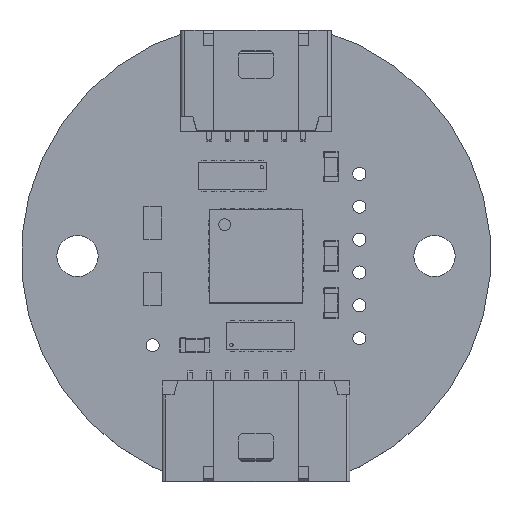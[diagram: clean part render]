
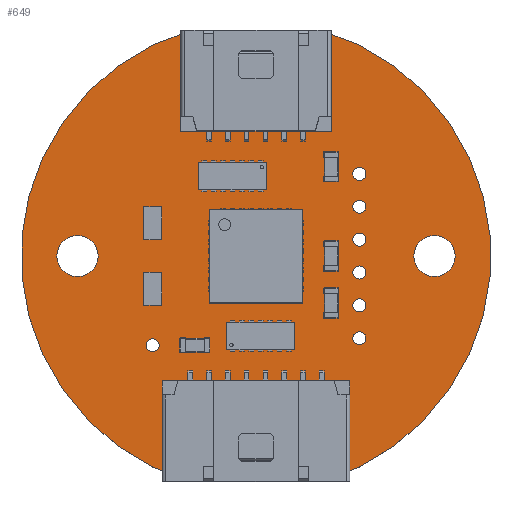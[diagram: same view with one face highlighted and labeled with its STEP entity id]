
A CAD part, top view. The second image highlights one B-rep face of the part: STEP entity #649.
In plain terms, the highlighted planar face has unit normal (0, 0, 1).
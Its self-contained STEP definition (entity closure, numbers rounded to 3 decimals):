
#192 = VERTEX_POINT('',#193);
#193 = CARTESIAN_POINT('',(-3.5,-12.,1.573));
#199 = EDGE_CURVE('',#192,#200,#202,.T.);
#200 = VERTEX_POINT('',#201);
#201 = CARTESIAN_POINT('',(3.5,-12.,1.573));
#202 = LINE('',#203,#204);
#203 = CARTESIAN_POINT('',(-3.5,-12.,1.573));
#204 = VECTOR('',#205,1.);
#205 = DIRECTION('',(1.,0.,0.));
#230 = EDGE_CURVE('',#200,#231,#233,.T.);
#231 = VERTEX_POINT('',#232);
#232 = CARTESIAN_POINT('',(3.5,12.,1.573));
#233 = CIRCLE('',#234,12.5);
#234 = AXIS2_PLACEMENT_3D('',#235,#236,#237);
#235 = CARTESIAN_POINT('',(0.,0.,1.573));
#236 = DIRECTION('',(0.,-0.,1.));
#237 = DIRECTION('',(0.28,-0.96,-0.));
#263 = EDGE_CURVE('',#231,#264,#266,.T.);
#264 = VERTEX_POINT('',#265);
#265 = CARTESIAN_POINT('',(-3.5,12.,1.573));
#266 = LINE('',#267,#268);
#267 = CARTESIAN_POINT('',(3.5,12.,1.573));
#268 = VECTOR('',#269,1.);
#269 = DIRECTION('',(-1.,0.,0.));
#294 = EDGE_CURVE('',#264,#192,#295,.T.);
#295 = CIRCLE('',#296,12.5);
#296 = AXIS2_PLACEMENT_3D('',#297,#298,#299);
#297 = CARTESIAN_POINT('',(0.,0.,1.573));
#298 = DIRECTION('',(0.,0.,1.));
#299 = DIRECTION('',(-0.28,0.96,0.));
#320 = VERTEX_POINT('',#321);
#321 = CARTESIAN_POINT('',(-5.15,-4.75,1.573));
#327 = EDGE_CURVE('',#320,#320,#328,.T.);
#328 = CIRCLE('',#329,0.35);
#329 = AXIS2_PLACEMENT_3D('',#330,#331,#332);
#330 = CARTESIAN_POINT('',(-5.5,-4.75,1.573));
#331 = DIRECTION('',(0.,0.,1.));
#332 = DIRECTION('',(1.,0.,-0.));
#353 = VERTEX_POINT('',#354);
#354 = CARTESIAN_POINT('',(5.85,-0.875,1.573));
#360 = EDGE_CURVE('',#353,#353,#361,.T.);
#361 = CIRCLE('',#362,0.35);
#362 = AXIS2_PLACEMENT_3D('',#363,#364,#365);
#363 = CARTESIAN_POINT('',(5.5,-0.875,1.573));
#364 = DIRECTION('',(0.,0.,1.));
#365 = DIRECTION('',(1.,0.,-0.));
#386 = VERTEX_POINT('',#387);
#387 = CARTESIAN_POINT('',(-8.4,0.,1.573));
#393 = EDGE_CURVE('',#386,#386,#394,.T.);
#394 = CIRCLE('',#395,1.1);
#395 = AXIS2_PLACEMENT_3D('',#396,#397,#398);
#396 = CARTESIAN_POINT('',(-9.5,0.,1.573));
#397 = DIRECTION('',(0.,0.,1.));
#398 = DIRECTION('',(1.,0.,-0.));
#419 = VERTEX_POINT('',#420);
#420 = CARTESIAN_POINT('',(5.85,2.625,1.573));
#426 = EDGE_CURVE('',#419,#419,#427,.T.);
#427 = CIRCLE('',#428,0.35);
#428 = AXIS2_PLACEMENT_3D('',#429,#430,#431);
#429 = CARTESIAN_POINT('',(5.5,2.625,1.573));
#430 = DIRECTION('',(0.,0.,1.));
#431 = DIRECTION('',(1.,0.,-0.));
#452 = VERTEX_POINT('',#453);
#453 = CARTESIAN_POINT('',(5.85,-2.625,1.573));
#459 = EDGE_CURVE('',#452,#452,#460,.T.);
#460 = CIRCLE('',#461,0.35);
#461 = AXIS2_PLACEMENT_3D('',#462,#463,#464);
#462 = CARTESIAN_POINT('',(5.5,-2.625,1.573));
#463 = DIRECTION('',(0.,0.,1.));
#464 = DIRECTION('',(1.,0.,-0.));
#485 = VERTEX_POINT('',#486);
#486 = CARTESIAN_POINT('',(5.85,-4.375,1.573));
#492 = EDGE_CURVE('',#485,#485,#493,.T.);
#493 = CIRCLE('',#494,0.35);
#494 = AXIS2_PLACEMENT_3D('',#495,#496,#497);
#495 = CARTESIAN_POINT('',(5.5,-4.375,1.573));
#496 = DIRECTION('',(0.,0.,1.));
#497 = DIRECTION('',(1.,0.,-0.));
#518 = VERTEX_POINT('',#519);
#519 = CARTESIAN_POINT('',(5.85,4.375,1.573));
#525 = EDGE_CURVE('',#518,#518,#526,.T.);
#526 = CIRCLE('',#527,0.35);
#527 = AXIS2_PLACEMENT_3D('',#528,#529,#530);
#528 = CARTESIAN_POINT('',(5.5,4.375,1.573));
#529 = DIRECTION('',(0.,0.,1.));
#530 = DIRECTION('',(1.,0.,-0.));
#551 = VERTEX_POINT('',#552);
#552 = CARTESIAN_POINT('',(10.6,0.,1.573));
#558 = EDGE_CURVE('',#551,#551,#559,.T.);
#559 = CIRCLE('',#560,1.1);
#560 = AXIS2_PLACEMENT_3D('',#561,#562,#563);
#561 = CARTESIAN_POINT('',(9.5,0.,1.573));
#562 = DIRECTION('',(0.,0.,1.));
#563 = DIRECTION('',(1.,0.,-0.));
#584 = VERTEX_POINT('',#585);
#585 = CARTESIAN_POINT('',(5.85,0.875,1.573));
#591 = EDGE_CURVE('',#584,#584,#592,.T.);
#592 = CIRCLE('',#593,0.35);
#593 = AXIS2_PLACEMENT_3D('',#594,#595,#596);
#594 = CARTESIAN_POINT('',(5.5,0.875,1.573));
#595 = DIRECTION('',(0.,0.,1.));
#596 = DIRECTION('',(1.,0.,-0.));
#649 = ADVANCED_FACE('',(#650,#656,#659,#662,#665,#668,#671,#674,#677,
    #680),#683,.T.);
#650 = FACE_BOUND('',#651,.T.);
#651 = EDGE_LOOP('',(#652,#653,#654,#655));
#652 = ORIENTED_EDGE('',*,*,#199,.T.);
#653 = ORIENTED_EDGE('',*,*,#230,.T.);
#654 = ORIENTED_EDGE('',*,*,#263,.T.);
#655 = ORIENTED_EDGE('',*,*,#294,.T.);
#656 = FACE_BOUND('',#657,.T.);
#657 = EDGE_LOOP('',(#658));
#658 = ORIENTED_EDGE('',*,*,#327,.F.);
#659 = FACE_BOUND('',#660,.T.);
#660 = EDGE_LOOP('',(#661));
#661 = ORIENTED_EDGE('',*,*,#360,.F.);
#662 = FACE_BOUND('',#663,.T.);
#663 = EDGE_LOOP('',(#664));
#664 = ORIENTED_EDGE('',*,*,#393,.F.);
#665 = FACE_BOUND('',#666,.T.);
#666 = EDGE_LOOP('',(#667));
#667 = ORIENTED_EDGE('',*,*,#426,.F.);
#668 = FACE_BOUND('',#669,.T.);
#669 = EDGE_LOOP('',(#670));
#670 = ORIENTED_EDGE('',*,*,#459,.F.);
#671 = FACE_BOUND('',#672,.T.);
#672 = EDGE_LOOP('',(#673));
#673 = ORIENTED_EDGE('',*,*,#492,.F.);
#674 = FACE_BOUND('',#675,.T.);
#675 = EDGE_LOOP('',(#676));
#676 = ORIENTED_EDGE('',*,*,#525,.F.);
#677 = FACE_BOUND('',#678,.T.);
#678 = EDGE_LOOP('',(#679));
#679 = ORIENTED_EDGE('',*,*,#558,.F.);
#680 = FACE_BOUND('',#681,.T.);
#681 = EDGE_LOOP('',(#682));
#682 = ORIENTED_EDGE('',*,*,#591,.F.);
#683 = PLANE('',#684);
#684 = AXIS2_PLACEMENT_3D('',#685,#686,#687);
#685 = CARTESIAN_POINT('',(0.,0.,
    1.573));
#686 = DIRECTION('',(0.,0.,1.));
#687 = DIRECTION('',(1.,0.,-0.));
